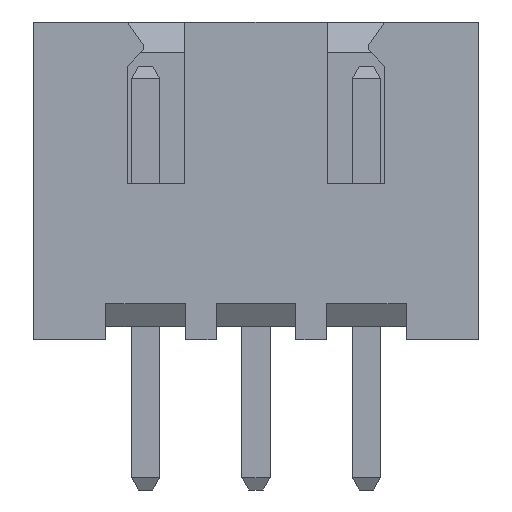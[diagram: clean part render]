
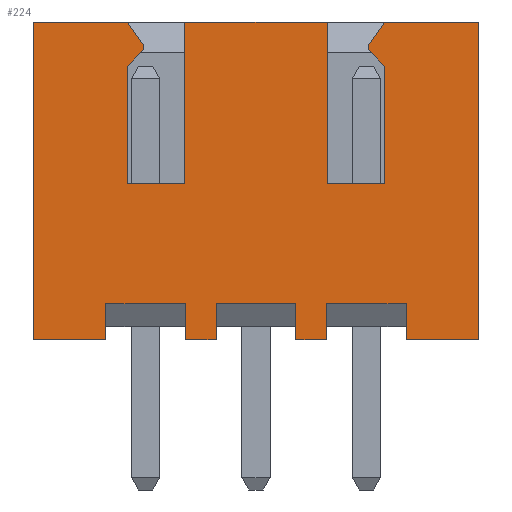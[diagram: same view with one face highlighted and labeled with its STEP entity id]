
A CAD part, front view. The second image highlights one B-rep face of the part: STEP entity #224.
In plain terms, the highlighted planar face has unit normal (0, -1, 0).
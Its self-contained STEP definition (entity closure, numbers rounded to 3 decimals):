
#224=ADVANCED_FACE('',(#827),#829,.T.);
#827=FACE_BOUND('',#828,.T.);
#828=EDGE_LOOP('',(#1296,#1297,#1298,#1299,#1300,#1301,#1302,#1303,#1304,#1305,#1306,
#1307,#1308,#1309,#1310,#1311,#1312,#1313,#1314,#1315,#1316,#1317,#1318,#1319,#1320,
#1321,#1322,#1323,#1324,#1325));
#829=PLANE('',#830);
#830=AXIS2_PLACEMENT_3D('',#831,#832,#833);
#831=CARTESIAN_POINT('',(7.55,-2.45,0.));
#832=DIRECTION('',(0.,-1.,0.));
#833=DIRECTION('',(0.,0.,1.));
#1296=ORIENTED_EDGE('',*,*,#1654,.T.);
#1297=ORIENTED_EDGE('',*,*,#1655,.T.);
#1298=ORIENTED_EDGE('',*,*,#1656,.F.);
#1299=ORIENTED_EDGE('',*,*,#1657,.T.);
#1300=ORIENTED_EDGE('',*,*,#1658,.T.);
#1301=ORIENTED_EDGE('',*,*,#1659,.T.);
#1302=ORIENTED_EDGE('',*,*,#1660,.F.);
#1303=ORIENTED_EDGE('',*,*,#1661,.T.);
#1304=ORIENTED_EDGE('',*,*,#1662,.T.);
#1305=ORIENTED_EDGE('',*,*,#1663,.T.);
#1306=ORIENTED_EDGE('',*,*,#1664,.T.);
#1307=ORIENTED_EDGE('',*,*,#1665,.T.);
#1308=ORIENTED_EDGE('',*,*,#1666,.T.);
#1309=ORIENTED_EDGE('',*,*,#1667,.T.);
#1310=ORIENTED_EDGE('',*,*,#1668,.T.);
#1311=ORIENTED_EDGE('',*,*,#1669,.T.);
#1312=ORIENTED_EDGE('',*,*,#1670,.T.);
#1313=ORIENTED_EDGE('',*,*,#1671,.T.);
#1314=ORIENTED_EDGE('',*,*,#1672,.T.);
#1315=ORIENTED_EDGE('',*,*,#1673,.T.);
#1316=ORIENTED_EDGE('',*,*,#1674,.T.);
#1317=ORIENTED_EDGE('',*,*,#1675,.T.);
#1318=ORIENTED_EDGE('',*,*,#1676,.T.);
#1319=ORIENTED_EDGE('',*,*,#1677,.F.);
#1320=ORIENTED_EDGE('',*,*,#1678,.F.);
#1321=ORIENTED_EDGE('',*,*,#1679,.T.);
#1322=ORIENTED_EDGE('',*,*,#1680,.T.);
#1323=ORIENTED_EDGE('',*,*,#1681,.T.);
#1324=ORIENTED_EDGE('',*,*,#1682,.F.);
#1325=ORIENTED_EDGE('',*,*,#1683,.T.);
#1654=EDGE_CURVE('',#1833,#1834,#1835,.F.);
#1655=EDGE_CURVE('',#1834,#1836,#1837,.T.);
#1656=EDGE_CURVE('',#1838,#1836,#1839,.T.);
#1657=EDGE_CURVE('',#1838,#1840,#1841,.F.);
#1658=EDGE_CURVE('',#1840,#1842,#1843,.F.);
#1659=EDGE_CURVE('',#1842,#1844,#1845,.T.);
#1660=EDGE_CURVE('',#1846,#1844,#1847,.T.);
#1661=EDGE_CURVE('',#1846,#1848,#1849,.T.);
#1662=EDGE_CURVE('',#1848,#1850,#1851,.T.);
#1663=EDGE_CURVE('',#1850,#1852,#1853,.F.);
#1664=EDGE_CURVE('',#1852,#1854,#1855,.F.);
#1665=EDGE_CURVE('',#1854,#1856,#1857,.F.);
#1666=EDGE_CURVE('',#1856,#1858,#1859,.F.);
#1667=EDGE_CURVE('',#1858,#1860,#1861,.F.);
#1668=EDGE_CURVE('',#1860,#1862,#1863,.F.);
#1669=EDGE_CURVE('',#1862,#1864,#1865,.T.);
#1670=EDGE_CURVE('',#1864,#1866,#1867,.F.);
#1671=EDGE_CURVE('',#1866,#1868,#1869,.F.);
#1672=EDGE_CURVE('',#1868,#1870,#1871,.F.);
#1673=EDGE_CURVE('',#1870,#1872,#1873,.F.);
#1674=EDGE_CURVE('',#1872,#1874,#1875,.F.);
#1675=EDGE_CURVE('',#1874,#1876,#1877,.F.);
#1676=EDGE_CURVE('',#1876,#1878,#1879,.T.);
#1677=EDGE_CURVE('',#1880,#1878,#1881,.T.);
#1678=EDGE_CURVE('',#1882,#1880,#1883,.T.);
#1679=EDGE_CURVE('',#1882,#1884,#1885,.F.);
#1680=EDGE_CURVE('',#1884,#1886,#1887,.F.);
#1681=EDGE_CURVE('',#1886,#1888,#1889,.T.);
#1682=EDGE_CURVE('',#1890,#1888,#1891,.T.);
#1683=EDGE_CURVE('',#1890,#1833,#1892,.F.);
#1833=VERTEX_POINT('',#2128);
#1834=VERTEX_POINT('',#2129);
#1835=LINE('',#2130,#2131);
#1836=VERTEX_POINT('',#2133);
#1837=LINE('',#2134,#2135);
#1838=VERTEX_POINT('',#2137);
#1839=LINE('',#2138,#2139);
#1840=VERTEX_POINT('',#2141);
#1841=LINE('',#2142,#2143);
#1842=VERTEX_POINT('',#2145);
#1843=LINE('',#2146,#2147);
#1844=VERTEX_POINT('',#2149);
#1845=LINE('',#2150,#2151);
#1846=VERTEX_POINT('',#2153);
#1847=LINE('',#2154,#2155);
#1848=VERTEX_POINT('',#2157);
#1849=LINE('',#2158,#2159);
#1850=VERTEX_POINT('',#2161);
#1851=LINE('',#2162,#2163);
#1852=VERTEX_POINT('',#2165);
#1853=LINE('',#2166,#2167);
#1854=VERTEX_POINT('',#2169);
#1855=LINE('',#2170,#2171);
#1856=VERTEX_POINT('',#2173);
#1857=LINE('',#2174,#2175);
#1858=VERTEX_POINT('',#2177);
#1859=LINE('',#2178,#2179);
#1860=VERTEX_POINT('',#2181);
#1861=LINE('',#2182,#2183);
#1862=VERTEX_POINT('',#2185);
#1863=LINE('',#2186,#2187);
#1864=VERTEX_POINT('',#2189);
#1865=LINE('',#2190,#2191);
#1866=VERTEX_POINT('',#2193);
#1867=LINE('',#2194,#2195);
#1868=VERTEX_POINT('',#2197);
#1869=LINE('',#2198,#2199);
#1870=VERTEX_POINT('',#2201);
#1871=LINE('',#2202,#2203);
#1872=VERTEX_POINT('',#2205);
#1873=LINE('',#2206,#2207);
#1874=VERTEX_POINT('',#2209);
#1875=LINE('',#2210,#2211);
#1876=VERTEX_POINT('',#2213);
#1877=LINE('',#2214,#2215);
#1878=VERTEX_POINT('',#2217);
#1879=LINE('',#2218,#2219);
#1880=VERTEX_POINT('',#2221);
#1881=LINE('',#2222,#2223);
#1882=VERTEX_POINT('',#2225);
#1883=LINE('',#2226,#2227);
#1884=VERTEX_POINT('',#2229);
#1885=LINE('',#2230,#2231);
#1886=VERTEX_POINT('',#2233);
#1887=LINE('',#2234,#2235);
#1888=VERTEX_POINT('',#2237);
#1889=LINE('',#2238,#2239);
#1890=VERTEX_POINT('',#2241);
#1891=LINE('',#2242,#2243);
#1892=LINE('',#2245,#2246);
#2128=CARTESIAN_POINT('',(1.6,-2.45,0.817));
#2129=CARTESIAN_POINT('',(3.4,-2.45,0.817));
#2130=CARTESIAN_POINT('',(3.4,-2.45,0.817));
#2131=VECTOR('',#2132,1.);
#2132=DIRECTION('',(-1.,0.,0.));
#2133=CARTESIAN_POINT('',(3.4,-2.45,0.));
#2134=CARTESIAN_POINT('',(3.4,-2.45,0.817));
#2135=VECTOR('',#2136,1.);
#2136=DIRECTION('',(0.,0.,-1.));
#2137=CARTESIAN_POINT('',(4.1,-2.45,0.));
#2138=CARTESIAN_POINT('',(4.1,-2.45,0.));
#2139=VECTOR('',#2140,1.);
#2140=DIRECTION('',(-1.,0.,0.));
#2141=CARTESIAN_POINT('',(4.1,-2.45,0.817));
#2142=CARTESIAN_POINT('',(4.1,-2.45,0.817));
#2143=VECTOR('',#2144,1.);
#2144=DIRECTION('',(0.,0.,-1.));
#2145=CARTESIAN_POINT('',(5.9,-2.45,0.817));
#2146=CARTESIAN_POINT('',(5.9,-2.45,0.817));
#2147=VECTOR('',#2148,1.);
#2148=DIRECTION('',(-1.,0.,0.));
#2149=CARTESIAN_POINT('',(5.9,-2.45,0.));
#2150=CARTESIAN_POINT('',(5.9,-2.45,0.817));
#2151=VECTOR('',#2152,1.);
#2152=DIRECTION('',(0.,0.,-1.));
#2153=CARTESIAN_POINT('',(7.55,-2.45,0.));
#2154=CARTESIAN_POINT('',(7.55,-2.45,0.));
#2155=VECTOR('',#2156,1.);
#2156=DIRECTION('',(-1.,0.,0.));
#2157=CARTESIAN_POINT('',(7.55,-2.45,7.2));
#2158=CARTESIAN_POINT('',(7.55,-2.45,0.));
#2159=VECTOR('',#2160,1.);
#2160=DIRECTION('',(0.,0.,1.));
#2161=CARTESIAN_POINT('',(5.412,-2.45,7.2));
#2162=CARTESIAN_POINT('',(7.55,-2.45,7.2));
#2163=VECTOR('',#2164,1.);
#2164=DIRECTION('',(-1.,0.,0.));
#2165=CARTESIAN_POINT('',(5.041,-2.45,6.671));
#2166=CARTESIAN_POINT('',(5.041,-2.45,6.671));
#2167=VECTOR('',#2168,1.);
#2168=DIRECTION('',(0.574,0.,0.819));
#2169=CARTESIAN_POINT('',(5.041,-2.45,6.571));
#2170=CARTESIAN_POINT('',(5.041,-2.45,6.571));
#2171=VECTOR('',#2172,1.);
#2172=DIRECTION('',(0.,0.,1.));
#2173=CARTESIAN_POINT('',(5.412,-2.45,6.2));
#2174=CARTESIAN_POINT('',(5.412,-2.45,6.2));
#2175=VECTOR('',#2176,1.);
#2176=DIRECTION('',(-0.707,0.,0.707));
#2177=CARTESIAN_POINT('',(5.412,-2.45,3.55));
#2178=CARTESIAN_POINT('',(5.412,-2.45,3.55));
#2179=VECTOR('',#2180,1.);
#2180=DIRECTION('',(0.,0.,1.));
#2181=CARTESIAN_POINT('',(4.112,-2.45,3.55));
#2182=CARTESIAN_POINT('',(4.112,-2.45,3.55));
#2183=VECTOR('',#2184,1.);
#2184=DIRECTION('',(1.,0.,0.));
#2185=CARTESIAN_POINT('',(4.112,-2.45,7.2));
#2186=CARTESIAN_POINT('',(4.112,-2.45,7.2));
#2187=VECTOR('',#2188,1.);
#2188=DIRECTION('',(0.,0.,-1.));
#2189=CARTESIAN_POINT('',(0.888,-2.45,7.2));
#2190=CARTESIAN_POINT('',(4.112,-2.45,7.2));
#2191=VECTOR('',#2192,1.);
#2192=DIRECTION('',(-1.,0.,0.));
#2193=CARTESIAN_POINT('',(0.888,-2.45,3.55));
#2194=CARTESIAN_POINT('',(0.888,-2.45,3.55));
#2195=VECTOR('',#2196,1.);
#2196=DIRECTION('',(0.,0.,1.));
#2197=CARTESIAN_POINT('',(-0.412,-2.45,3.55));
#2198=CARTESIAN_POINT('',(-0.412,-2.45,3.55));
#2199=VECTOR('',#2200,1.);
#2200=DIRECTION('',(1.,0.,0.));
#2201=CARTESIAN_POINT('',(-0.412,-2.45,6.2));
#2202=CARTESIAN_POINT('',(-0.412,-2.45,6.2));
#2203=VECTOR('',#2204,1.);
#2204=DIRECTION('',(0.,0.,-1.));
#2205=CARTESIAN_POINT('',(-0.041,-2.45,6.571));
#2206=CARTESIAN_POINT('',(-0.041,-2.45,6.571));
#2207=VECTOR('',#2208,1.);
#2208=DIRECTION('',(-0.707,0.,-0.707));
#2209=CARTESIAN_POINT('',(-0.041,-2.45,6.671));
#2210=CARTESIAN_POINT('',(-0.041,-2.45,6.671));
#2211=VECTOR('',#2212,1.);
#2212=DIRECTION('',(0.,0.,-1.));
#2213=CARTESIAN_POINT('',(-0.412,-2.45,7.2));
#2214=CARTESIAN_POINT('',(-0.412,-2.45,7.2));
#2215=VECTOR('',#2216,1.);
#2216=DIRECTION('',(0.574,0.,-0.819));
#2217=CARTESIAN_POINT('',(-2.55,-2.45,7.2));
#2218=CARTESIAN_POINT('',(-0.412,-2.45,7.2));
#2219=VECTOR('',#2220,1.);
#2220=DIRECTION('',(-1.,0.,0.));
#2221=CARTESIAN_POINT('',(-2.55,-2.45,0.));
#2222=CARTESIAN_POINT('',(-2.55,-2.45,0.));
#2223=VECTOR('',#2224,1.);
#2224=DIRECTION('',(0.,0.,1.));
#2225=CARTESIAN_POINT('',(-0.9,-2.45,0.));
#2226=CARTESIAN_POINT('',(-0.9,-2.45,0.));
#2227=VECTOR('',#2228,1.);
#2228=DIRECTION('',(-1.,0.,0.));
#2229=CARTESIAN_POINT('',(-0.9,-2.45,0.817));
#2230=CARTESIAN_POINT('',(-0.9,-2.45,0.817));
#2231=VECTOR('',#2232,1.);
#2232=DIRECTION('',(0.,0.,-1.));
#2233=CARTESIAN_POINT('',(0.9,-2.45,0.817));
#2234=CARTESIAN_POINT('',(0.9,-2.45,0.817));
#2235=VECTOR('',#2236,1.);
#2236=DIRECTION('',(-1.,0.,0.));
#2237=CARTESIAN_POINT('',(0.9,-2.45,0.));
#2238=CARTESIAN_POINT('',(0.9,-2.45,0.817));
#2239=VECTOR('',#2240,1.);
#2240=DIRECTION('',(0.,0.,-1.));
#2241=CARTESIAN_POINT('',(1.6,-2.45,0.));
#2242=CARTESIAN_POINT('',(1.6,-2.45,0.));
#2243=VECTOR('',#2244,1.);
#2244=DIRECTION('',(-1.,0.,0.));
#2245=CARTESIAN_POINT('',(1.6,-2.45,0.817));
#2246=VECTOR('',#2247,1.);
#2247=DIRECTION('',(0.,0.,-1.));
